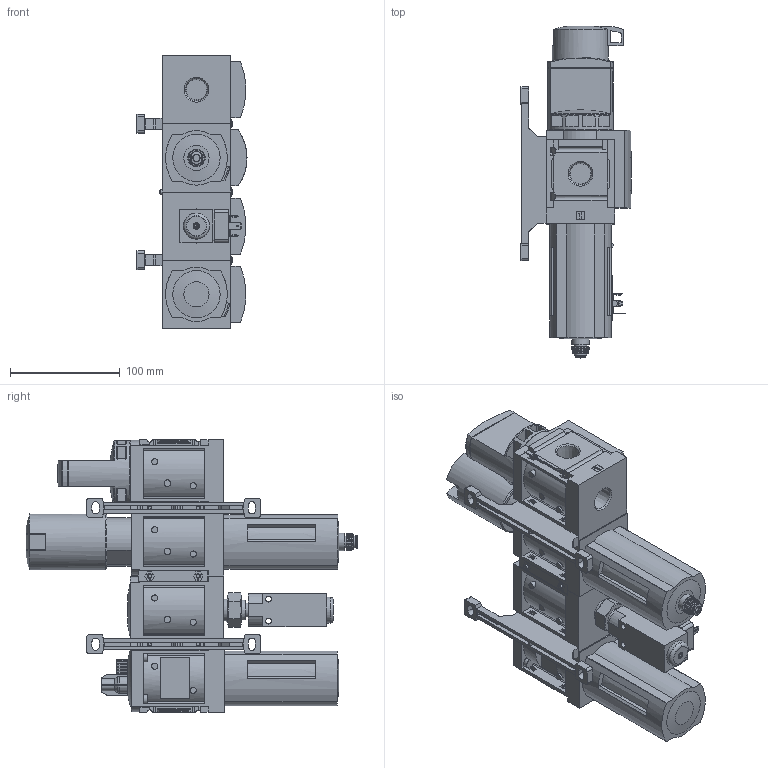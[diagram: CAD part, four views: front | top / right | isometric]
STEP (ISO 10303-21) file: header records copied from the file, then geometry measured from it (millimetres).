
FILE_DESCRIPTION(/* description */ ('STEP AP214'),/* implementation_level */ '2;1');
FILE_NAME(/* name */ '543579_MSB6N-1_2_C3J2F3M1-WP',/* time_stamp */ '2024-09-11T18:44:43+02:00',/* author */ ('License CC BY-ND 4.0'),/* organization */ ('CADENAS'),/* preprocessor_version */ 'ST-DEVELOPER v19.3',/* originating_system */ 'PARTsolutions',/* authorisation */ ' ');
FILE_SCHEMA (('AP242_MANAGED_MODEL_BASED_3D_ENGINEERING_MIM_LF { 1 0 10303 442 3 1 4 }','AUTOMOTIVE_DESIGN {1 0 10303 214 3 1 1}'));
Length unit declared in the file: millimetre
Products named in the file (11): 543579 MSB6N-1/2:C3J2F3M1-WP; 541301 MS6N-EM1-1/21d; 527667 MS6N-LFR-1/2-D7-E-R-V-AS 1D; KOND MS6-1-3; 8134994 MS6-MV-B---(0_p); 532195 MS6-WP---(w); 527677 MS6N-FRM-1/2-Y 1P1; 685717 ESK-1/4-1/2-NPT; 175250 PEV-1/4-B-OD; 5206604 MS6-MV-B---(0_p); 527675 MS6N-LOE-1/2-R1D
Assembly tree (13 placements, depth 2):
  543579 MSB6N-1/2:C3J2F3M1-WP
    541301 MS6N-EM1-1/21d
    527667 MS6N-LFR-1/2-D7-E-R-V-AS 1D
    KOND MS6-1-3
    8134994 MS6-MV-B---(0_p)  x3
    532195 MS6-WP---(w)  x2
    527677 MS6N-FRM-1/2-Y 1P1
    685717 ESK-1/4-1/2-NPT
    175250 PEV-1/4-B-OD
    5206604 MS6-MV-B---(0_p)
    527675 MS6N-LOE-1/2-R1D
Bounding box: 100.1 x 301.86 x 248 mm (x, y, z)
Volume: 2199074.9 mm3; surface area: 294149.9 mm2
Topology: 13 solids, 13 shells, 1821 faces, 4929 edges, 3242 vertices
Faces by surface type: plane 1224, cylinder 443, cone 93, torus 54, sphere 7
Full cylindrical faces by diameter (mm): 1.65 x4, 2.459 x1, 3.242 x6, 3.4 x6, 4 x6, 4.5 x2, 4.6 x6, 5 x1, 5.3 x2, 5.5 x8, 5.6 x1, 6 x4, 7.6 x6, 7.8 x6, 11 x1, 11.4 x1, 11.445 x1, 11.6 x1, 11.8 x1, 14 x1, 14.6 x1, 15.8 x1, 26 x1, 29 x1, 51 x1, 60 x1
Entity records: 58102 total; most frequent: CARTESIAN_POINT 9426, ORIENTED_EDGE 8246, DIRECTION 7992, EDGE_CURVE 4123, LINE 2956, VECTOR 2956, VERTEX_POINT 2790, AXIS2_PLACEMENT_3D 2518
